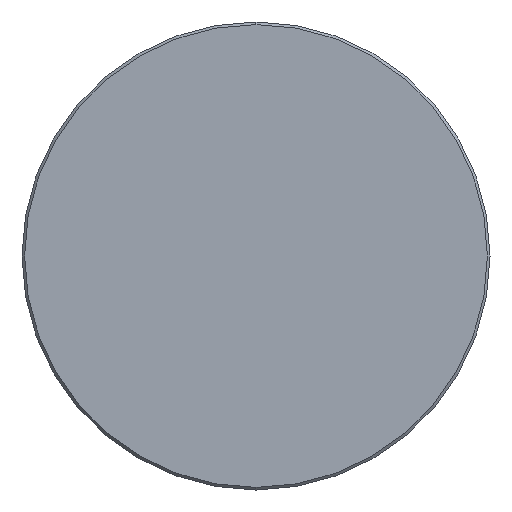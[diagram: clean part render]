
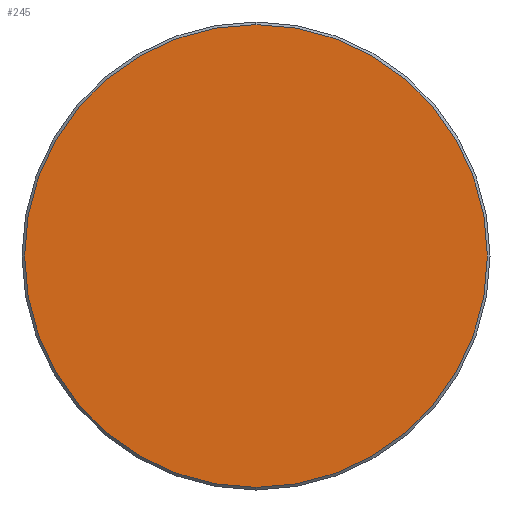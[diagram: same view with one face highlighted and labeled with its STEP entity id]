
A CAD part, left-side view. The second image highlights one B-rep face of the part: STEP entity #245.
In plain terms, the highlighted planar face has unit normal (-1, 0, 0).
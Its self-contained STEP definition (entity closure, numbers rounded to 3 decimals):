
#31 = AXIS2_PLACEMENT_3D ( 'NONE', #452, #718, #317 ) ;
#41 = DIRECTION ( 'NONE',  ( 0., 0., 1. ) ) ;
#54 = AXIS2_PLACEMENT_3D ( 'NONE', #404, #405, #41 ) ;
#112 = VERTEX_POINT ( 'NONE', #247 ) ;
#128 = AXIS2_PLACEMENT_3D ( 'NONE', #556, #165, #677 ) ;
#165 = DIRECTION ( 'NONE',  ( -1., 0., 0. ) ) ;
#245 = ADVANCED_FACE ( 'NONE', ( #464 ), #581, .F. ) ;
#247 = CARTESIAN_POINT ( 'NONE',  ( 0., 0., -26.7 ) ) ;
#301 = ORIENTED_EDGE ( 'NONE', *, *, #646, .T. ) ;
#317 = DIRECTION ( 'NONE',  ( 0., 0., -1. ) ) ;
#389 = CARTESIAN_POINT ( 'NONE',  ( 0., 0., 26.7 ) ) ;
#404 = CARTESIAN_POINT ( 'NONE',  ( 0., 0., 0. ) ) ;
#405 = DIRECTION ( 'NONE',  ( -1., 0., 0. ) ) ;
#452 = CARTESIAN_POINT ( 'NONE',  ( 0., 0., 0. ) ) ;
#464 = FACE_OUTER_BOUND ( 'NONE', #784, .T. ) ;
#525 = VERTEX_POINT ( 'NONE', #389 ) ;
#556 = CARTESIAN_POINT ( 'NONE',  ( 0., 0., 0. ) ) ;
#581 = PLANE ( 'NONE',  #31 ) ;
#602 = EDGE_CURVE ( 'NONE', #112, #525, #807, .T. ) ;
#614 = CIRCLE ( 'NONE', #128, 26.7 ) ;
#646 = EDGE_CURVE ( 'NONE', #525, #112, #614, .T. ) ;
#648 = ORIENTED_EDGE ( 'NONE', *, *, #602, .T. ) ;
#677 = DIRECTION ( 'NONE',  ( 0., 0., 1. ) ) ;
#718 = DIRECTION ( 'NONE',  ( 1., 0., 0. ) ) ;
#784 = EDGE_LOOP ( 'NONE', ( #648, #301 ) ) ;
#807 = CIRCLE ( 'NONE', #54, 26.7 ) ;
